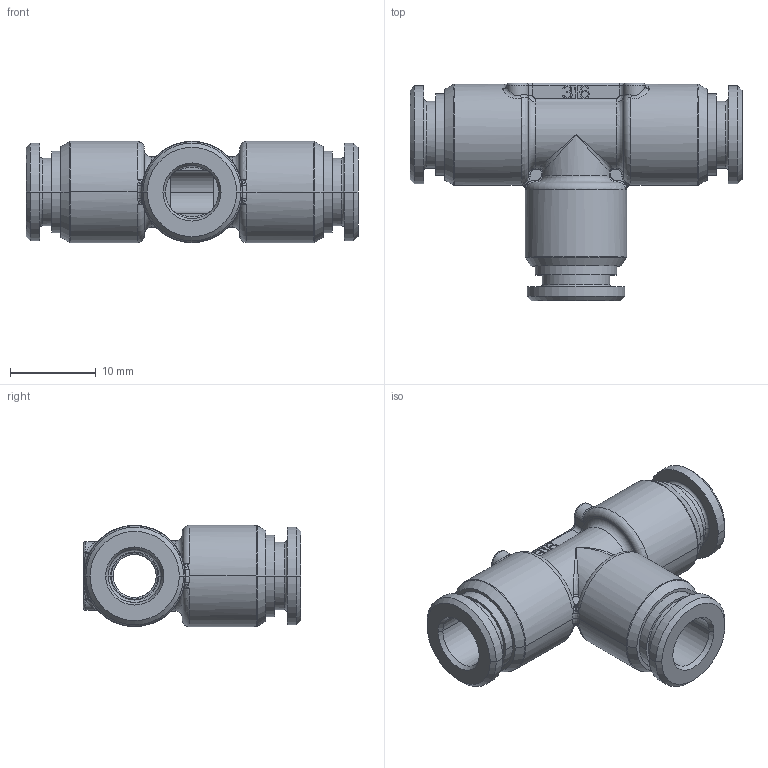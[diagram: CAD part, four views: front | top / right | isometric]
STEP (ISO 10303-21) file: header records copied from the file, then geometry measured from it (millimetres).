
FILE_DESCRIPTION((''),'2;1');
FILE_NAME('mxm.29.06.06',(''),('sopra-pneumatic'),'PRO/ENGINEER BY PARAMETRIC TECHNOLOGY CORPORATION, 2014200','PRO/ENGINEER BY PARAMETRIC TECHNOLOGY CORPORATION, 2014200','');
FILE_SCHEMA(('CONFIG_CONTROL_DESIGN'));
Length unit declared in the file: millimetre
Products named in the file (1): 384455B_954X4M-6FF
Bounding box: 38.7 x 25.35 x 11.8 mm (x, y, z)
Volume: 3192.8 mm3; surface area: 3744 mm2
Topology: 1 solids, 1 shells, 405 faces, 1016 edges, 624 vertices
Faces by surface type: plane 173, cylinder 82, bspline 72, torus 48, cone 30
Entity records: 15360 total; most frequent: CARTESIAN_POINT 6040, ORIENTED_EDGE 2032, DIRECTION 1814, EDGE_CURVE 1016, AXIS2_PLACEMENT_3D 644, VERTEX_POINT 624, VECTOR 526, LINE 526
